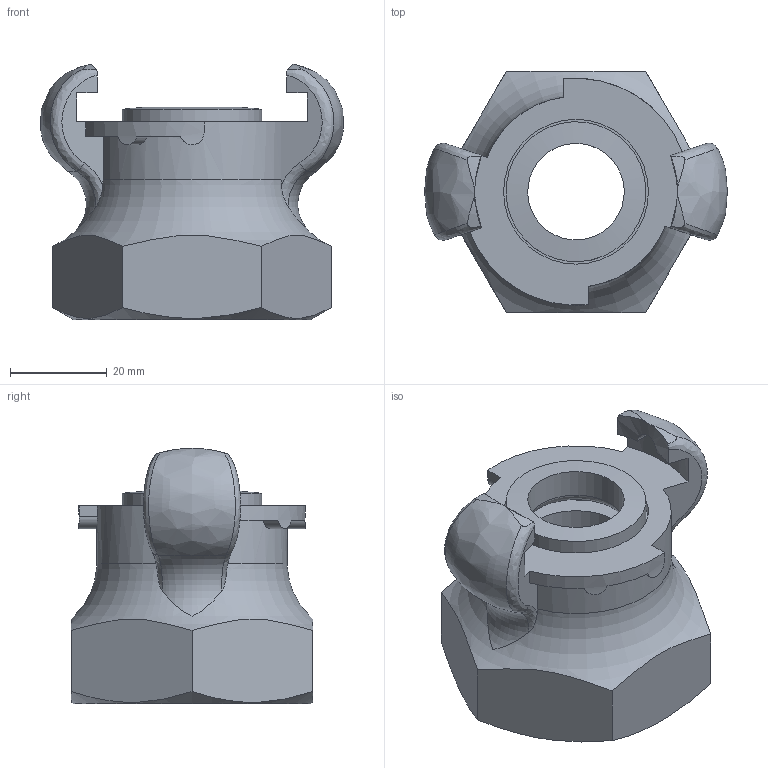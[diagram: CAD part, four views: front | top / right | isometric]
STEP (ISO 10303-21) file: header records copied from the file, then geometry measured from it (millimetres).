
FILE_DESCRIPTION(/* description */ (''),/* implementation_level */ '2;1');
FILE_NAME(/* name */ 'kig_54.stp',/* time_stamp */ '2020-03-31T09:49:21+02:00',/* author */ ('schnellinger'),/* organization */ (''),/* preprocessor_version */ 'ST-DEVELOPER v17',/* originating_system */ 'Autodesk Inventor 2018',/* authorisation */ '0 mm^3');
FILE_SCHEMA (('AUTOMOTIVE_DESIGN { 1 0 10303 214 3 1 1 }'));
Length unit declared in the file: millimetre
Products named in the file (1): LUE_00021665_Shrinkwrap_1
Bounding box: 62.76 x 50 x 52.91 mm (x, y, z)
Volume: 45161.9 mm3; surface area: 18856.4 mm2
Topology: 2 solids, 2 shells, 71 faces, 197 edges, 133 vertices
Faces by surface type: plane 27, cylinder 21, bspline 10, torus 5, cone 4, sphere 4
Full cylindrical faces by diameter (mm): 20 x1, 23 x1, 29 x1, 30 x1, 34.5 x1, 35 x1, 38.952 x1
Entity records: 3206 total; most frequent: CARTESIAN_POINT 1350, ORIENTED_EDGE 394, DIRECTION 323, EDGE_CURVE 197, VERTEX_POINT 133, AXIS2_PLACEMENT_3D 132, EDGE_LOOP 78, STYLED_ITEM 73
